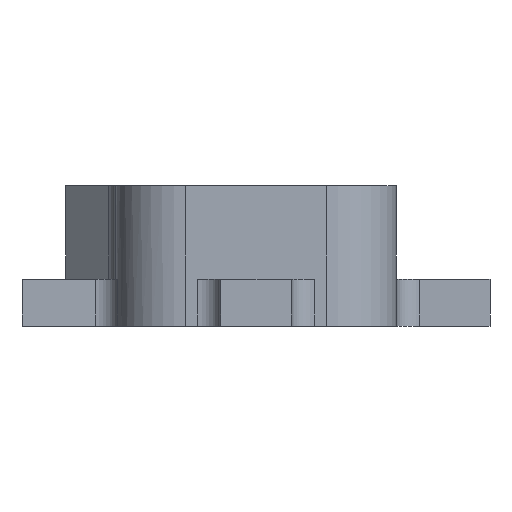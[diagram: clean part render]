
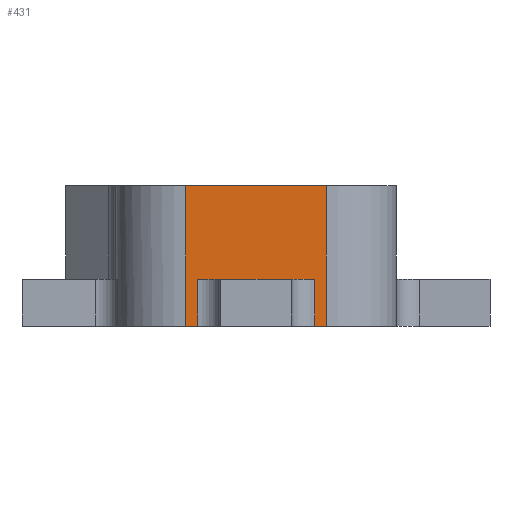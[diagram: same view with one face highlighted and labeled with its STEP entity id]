
A CAD part, left-side view. The second image highlights one B-rep face of the part: STEP entity #431.
In plain terms, the highlighted planar face has unit normal (-1, 0, 0).
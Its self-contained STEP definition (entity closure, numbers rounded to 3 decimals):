
#6 = EDGE_CURVE ( 'NONE', #1071, #1529, #1178, .T. ) ;
#9 = ORIENTED_EDGE ( 'NONE', *, *, #682, .F. ) ;
#62 = EDGE_CURVE ( 'NONE', #181, #1448, #792, .T. ) ;
#71 = EDGE_CURVE ( 'NONE', #1529, #122, #686, .T. ) ;
#118 = LINE ( 'NONE', #403, #841 ) ;
#122 = VERTEX_POINT ( 'NONE', #573 ) ;
#181 = VERTEX_POINT ( 'NONE', #1381 ) ;
#183 = VECTOR ( 'NONE', #930, 1000. ) ;
#204 = CARTESIAN_POINT ( 'NONE',  ( -3., -1.5, 3. ) ) ;
#290 = CARTESIAN_POINT ( 'NONE',  ( -3., 1.5, 0. ) ) ;
#297 = EDGE_CURVE ( 'NONE', #1448, #602, #1648, .T. ) ;
#302 = DIRECTION ( 'NONE',  ( 0., 0., -1. ) ) ;
#330 = DIRECTION ( 'NONE',  ( 0., 0., 1. ) ) ;
#403 = CARTESIAN_POINT ( 'NONE',  ( -3., 0.75, 1. ) ) ;
#417 = CARTESIAN_POINT ( 'NONE',  ( -3., -1.25, 0. ) ) ;
#431 = ADVANCED_FACE ( 'NONE', ( #717 ), #580, .F. ) ;
#468 = DIRECTION ( 'NONE',  ( 0., -1., 0. ) ) ;
#553 = CARTESIAN_POINT ( 'NONE',  ( -3., 0., 0. ) ) ;
#573 = CARTESIAN_POINT ( 'NONE',  ( -3., 1.25, 0. ) ) ;
#580 = PLANE ( 'NONE',  #859 ) ;
#592 = VECTOR ( 'NONE', #468, 1000. ) ;
#598 = EDGE_CURVE ( 'NONE', #1071, #1206, #1152, .T. ) ;
#602 = VERTEX_POINT ( 'NONE', #869 ) ;
#642 = DIRECTION ( 'NONE',  ( 0., 1., 0. ) ) ;
#671 = VECTOR ( 'NONE', #950, 1000. ) ;
#682 = EDGE_CURVE ( 'NONE', #181, #1595, #118, .T. ) ;
#686 = LINE ( 'NONE', #553, #671 ) ;
#702 = VECTOR ( 'NONE', #302, 1000. ) ;
#717 = FACE_OUTER_BOUND ( 'NONE', #1500, .T. ) ;
#792 = LINE ( 'NONE', #417, #183 ) ;
#841 = VECTOR ( 'NONE', #642, 1000. ) ;
#859 = AXIS2_PLACEMENT_3D ( 'NONE', #1491, #1376, #1230 ) ;
#869 = CARTESIAN_POINT ( 'NONE',  ( -3., -1.5, 0. ) ) ;
#930 = DIRECTION ( 'NONE',  ( 0., 0., -1. ) ) ;
#950 = DIRECTION ( 'NONE',  ( 0., -1., 0. ) ) ;
#965 = ORIENTED_EDGE ( 'NONE', *, *, #71, .T. ) ;
#973 = CARTESIAN_POINT ( 'NONE',  ( -3., 1.5, 3. ) ) ;
#1010 = CARTESIAN_POINT ( 'NONE',  ( -3., 0., 0. ) ) ;
#1042 = ORIENTED_EDGE ( 'NONE', *, *, #598, .F. ) ;
#1071 = VERTEX_POINT ( 'NONE', #973 ) ;
#1094 = LINE ( 'NONE', #1351, #1364 ) ;
#1126 = CARTESIAN_POINT ( 'NONE',  ( -3., 1.25, 1. ) ) ;
#1130 = CARTESIAN_POINT ( 'NONE',  ( -3., 1.25, 1. ) ) ;
#1152 = LINE ( 'NONE', #1394, #1300 ) ;
#1178 = LINE ( 'NONE', #290, #702 ) ;
#1206 = VERTEX_POINT ( 'NONE', #204 ) ;
#1207 = EDGE_CURVE ( 'NONE', #122, #1595, #1384, .T. ) ;
#1228 = ORIENTED_EDGE ( 'NONE', *, *, #297, .T. ) ;
#1230 = DIRECTION ( 'NONE',  ( 0., 1., 0. ) ) ;
#1257 = DIRECTION ( 'NONE',  ( 0., -1., 0. ) ) ;
#1261 = ORIENTED_EDGE ( 'NONE', *, *, #6, .T. ) ;
#1265 = CARTESIAN_POINT ( 'NONE',  ( -3., 1.5, 0. ) ) ;
#1269 = DIRECTION ( 'NONE',  ( 0., 0., 1. ) ) ;
#1300 = VECTOR ( 'NONE', #1257, 1000. ) ;
#1351 = CARTESIAN_POINT ( 'NONE',  ( -3., -1.5, 3. ) ) ;
#1364 = VECTOR ( 'NONE', #330, 1000. ) ;
#1376 = DIRECTION ( 'NONE',  ( 1., 0., 0. ) ) ;
#1381 = CARTESIAN_POINT ( 'NONE',  ( -3., -1.25, 1. ) ) ;
#1384 = LINE ( 'NONE', #1130, #1443 ) ;
#1394 = CARTESIAN_POINT ( 'NONE',  ( -3., 0., 3. ) ) ;
#1402 = EDGE_CURVE ( 'NONE', #602, #1206, #1094, .T. ) ;
#1443 = VECTOR ( 'NONE', #1269, 1000. ) ;
#1448 = VERTEX_POINT ( 'NONE', #1606 ) ;
#1491 = CARTESIAN_POINT ( 'NONE',  ( -3., 0., 3. ) ) ;
#1498 = ORIENTED_EDGE ( 'NONE', *, *, #1402, .T. ) ;
#1500 = EDGE_LOOP ( 'NONE', ( #965, #1681, #9, #1556, #1228, #1498, #1042, #1261 ) ) ;
#1529 = VERTEX_POINT ( 'NONE', #1265 ) ;
#1556 = ORIENTED_EDGE ( 'NONE', *, *, #62, .T. ) ;
#1595 = VERTEX_POINT ( 'NONE', #1126 ) ;
#1606 = CARTESIAN_POINT ( 'NONE',  ( -3., -1.25, 0. ) ) ;
#1648 = LINE ( 'NONE', #1010, #592 ) ;
#1681 = ORIENTED_EDGE ( 'NONE', *, *, #1207, .T. ) ;
